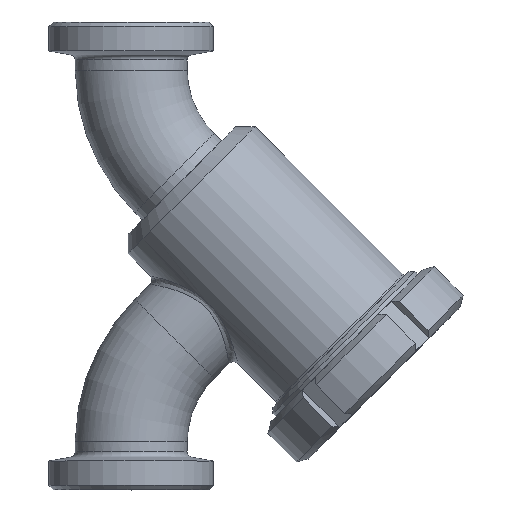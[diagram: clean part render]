
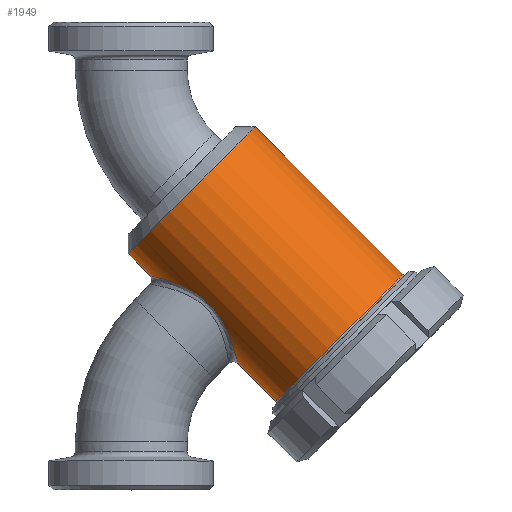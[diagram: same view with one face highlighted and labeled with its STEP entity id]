
A CAD part, top view. The second image highlights one B-rep face of the part: STEP entity #1949.
In plain terms, the highlighted cylindrical face has radius 42.5 mm (diameter 85 mm), a full revolution.
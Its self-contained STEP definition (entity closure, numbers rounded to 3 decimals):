
#233=LINE('',#3949,#294);
#294=VECTOR('',#2801,42.5);
#321=CYLINDRICAL_SURFACE('',#2227,42.5);
#337=FACE_BOUND('',#555,.T.);
#438=FACE_OUTER_BOUND('',#554,.T.);
#554=EDGE_LOOP('',(#1783,#1784,#1785,#1786,#1787,#1788,#1789,#1790));
#555=EDGE_LOOP('',(#1791));
#637=CIRCLE('',#2088,42.5);
#639=CIRCLE('',#2090,42.5);
#640=CIRCLE('',#2091,42.5);
#710=CIRCLE('',#2217,42.5);
#711=CIRCLE('',#2218,42.5);
#712=CIRCLE('',#2219,42.5);
#738=B_SPLINE_CURVE_WITH_KNOTS('',3,(#3921,#3922,#3923,#3924,#3925,#3926,
#3927,#3928,#3929,#3930,#3931,#3932,#3933,#3934,#3935,#3936,#3937,#3938,
#3939,#3940,#3941,#3942,#3943,#3944,#3945),.UNSPECIFIED.,.T.,.F.,(4,1,1,
1,1,1,1,1,1,1,1,1,1,1,1,1,1,1,1,1,1,1,4),(-16.529,-15.938,
-15.348,-14.168,-13.38,-12.593,-11.806,
-10.626,-10.232,-9.445,-9.051,
-8.264,-7.871,-7.084,-6.297,
-5.51,-4.723,-3.935,-3.148,
-2.361,-1.181,-0.59,0.),
 .UNSPECIFIED.);
#828=VERTEX_POINT('',#3340);
#829=VERTEX_POINT('',#3341);
#830=VERTEX_POINT('',#3344);
#932=VERTEX_POINT('',#3752);
#933=VERTEX_POINT('',#3754);
#934=VERTEX_POINT('',#3756);
#937=VERTEX_POINT('',#3893);
#1057=EDGE_CURVE('',#828,#829,#637,.T.);
#1059=EDGE_CURVE('',#829,#830,#639,.T.);
#1060=EDGE_CURVE('',#830,#828,#640,.T.);
#1214=EDGE_CURVE('',#932,#933,#710,.T.);
#1215=EDGE_CURVE('',#933,#934,#711,.T.);
#1216=EDGE_CURVE('',#934,#932,#712,.T.);
#1223=EDGE_CURVE('',#937,#937,#738,.T.);
#1225=EDGE_CURVE('',#830,#933,#233,.T.);
#1783=ORIENTED_EDGE('',*,*,#1057,.F.);
#1784=ORIENTED_EDGE('',*,*,#1060,.F.);
#1785=ORIENTED_EDGE('',*,*,#1225,.T.);
#1786=ORIENTED_EDGE('',*,*,#1214,.F.);
#1787=ORIENTED_EDGE('',*,*,#1216,.F.);
#1788=ORIENTED_EDGE('',*,*,#1215,.F.);
#1789=ORIENTED_EDGE('',*,*,#1225,.F.);
#1790=ORIENTED_EDGE('',*,*,#1059,.F.);
#1791=ORIENTED_EDGE('',*,*,#1223,.F.);
#1949=ADVANCED_FACE('',(#438,#337),#321,.T.);
#2088=AXIS2_PLACEMENT_3D('',#3342,#2482,#2483);
#2090=AXIS2_PLACEMENT_3D('',#3345,#2486,#2487);
#2091=AXIS2_PLACEMENT_3D('',#3346,#2488,#2489);
#2217=AXIS2_PLACEMENT_3D('',#3755,#2776,#2777);
#2218=AXIS2_PLACEMENT_3D('',#3757,#2778,#2779);
#2219=AXIS2_PLACEMENT_3D('',#3758,#2780,#2781);
#2227=AXIS2_PLACEMENT_3D('',#3948,#2799,#2800);
#2482=DIRECTION('center_axis',(0.707,-0.707,0.));
#2483=DIRECTION('ref_axis',(-0.707,-0.707,0.));
#2486=DIRECTION('center_axis',(0.707,-0.707,0.));
#2487=DIRECTION('ref_axis',(-0.707,-0.707,0.));
#2488=DIRECTION('center_axis',(0.707,-0.707,0.));
#2489=DIRECTION('ref_axis',(-0.707,-0.707,0.));
#2776=DIRECTION('center_axis',(-0.707,0.707,0.));
#2777=DIRECTION('ref_axis',(-0.707,-0.707,0.));
#2778=DIRECTION('center_axis',(-0.707,0.707,0.));
#2779=DIRECTION('ref_axis',(-0.707,-0.707,0.));
#2780=DIRECTION('center_axis',(-0.707,0.707,0.));
#2781=DIRECTION('ref_axis',(-0.707,-0.707,0.));
#2799=DIRECTION('center_axis',(0.707,-0.707,0.));
#2800=DIRECTION('ref_axis',(0.,0.,
1.));
#2801=DIRECTION('',(-0.707,0.707,0.));
#3340=CARTESIAN_POINT('',(73.743,4.668,0.));
#3341=CARTESIAN_POINT('',(43.691,-25.384,42.5));
#3342=CARTESIAN_POINT('Origin',(43.691,-25.384,0.));
#3344=CARTESIAN_POINT('',(43.691,-25.384,-42.5));
#3345=CARTESIAN_POINT('Origin',(43.691,-25.384,0.));
#3346=CARTESIAN_POINT('Origin',(43.691,-25.384,0.));
#3752=CARTESIAN_POINT('',(3.74,74.672,0.));
#3754=CARTESIAN_POINT('',(-26.312,44.62,-42.5));
#3755=CARTESIAN_POINT('Origin',(-26.312,44.62,0.));
#3756=CARTESIAN_POINT('',(-56.364,14.568,0.));
#3757=CARTESIAN_POINT('Origin',(-26.312,44.62,0.));
#3758=CARTESIAN_POINT('Origin',(-26.312,44.62,0.));
#3893=CARTESIAN_POINT('',(-18.079,-9.373,27.555));
#3921=CARTESIAN_POINT('Ctrl Pts',(-18.079,-9.373,27.555));
#3922=CARTESIAN_POINT('Ctrl Pts',(-19.685,-7.767,27.555));
#3923=CARTESIAN_POINT('Ctrl Pts',(-23.203,-4.858,27.058));
#3924=CARTESIAN_POINT('Ctrl Pts',(-30.688,-0.537,
24.243));
#3925=CARTESIAN_POINT('Ctrl Pts',(-38.342,2.217,18.738));
#3926=CARTESIAN_POINT('Ctrl Pts',(-44.136,3.834,10.491));
#3927=CARTESIAN_POINT('Ctrl Pts',(-46.551,4.42,2.184));
#3928=CARTESIAN_POINT('Ctrl Pts',(-45.598,4.192,-7.858));
#3929=CARTESIAN_POINT('Ctrl Pts',(-41.031,3.027,-15.418));
#3930=CARTESIAN_POINT('Ctrl Pts',(-34.807,0.941,-21.276));
#3931=CARTESIAN_POINT('Ctrl Pts',(-30.044,-1.01,-24.328));
#3932=CARTESIAN_POINT('Ctrl Pts',(-23.848,-4.434,-26.885));
#3933=CARTESIAN_POINT('Ctrl Pts',(-19.022,-8.155,-27.777));
#3934=CARTESIAN_POINT('Ctrl Pts',(-13.997,-13.855,-27.226));
#3935=CARTESIAN_POINT('Ctrl Pts',(-10.19,-20.143,-25.097));
#3936=CARTESIAN_POINT('Ctrl Pts',(-7.282,-27.305,-20.505));
#3937=CARTESIAN_POINT('Ctrl Pts',(-5.459,-33.21,-14.209));
#3938=CARTESIAN_POINT('Ctrl Pts',(-4.481,-37.022,-6.431));
#3939=CARTESIAN_POINT('Ctrl Pts',(-4.287,-37.845,2.175));
#3940=CARTESIAN_POINT('Ctrl Pts',(-4.87,-35.437,10.484));
#3941=CARTESIAN_POINT('Ctrl Pts',(-6.498,-29.609,18.769));
#3942=CARTESIAN_POINT('Ctrl Pts',(-9.249,-21.97,24.244));
#3943=CARTESIAN_POINT('Ctrl Pts',(-13.564,-14.499,27.058));
#3944=CARTESIAN_POINT('Ctrl Pts',(-16.473,-10.979,27.555));
#3945=CARTESIAN_POINT('Ctrl Pts',(-18.079,-9.373,27.555));
#3948=CARTESIAN_POINT('Origin',(10.104,8.204,0.));
#3949=CARTESIAN_POINT('',(10.104,8.204,-42.5));
